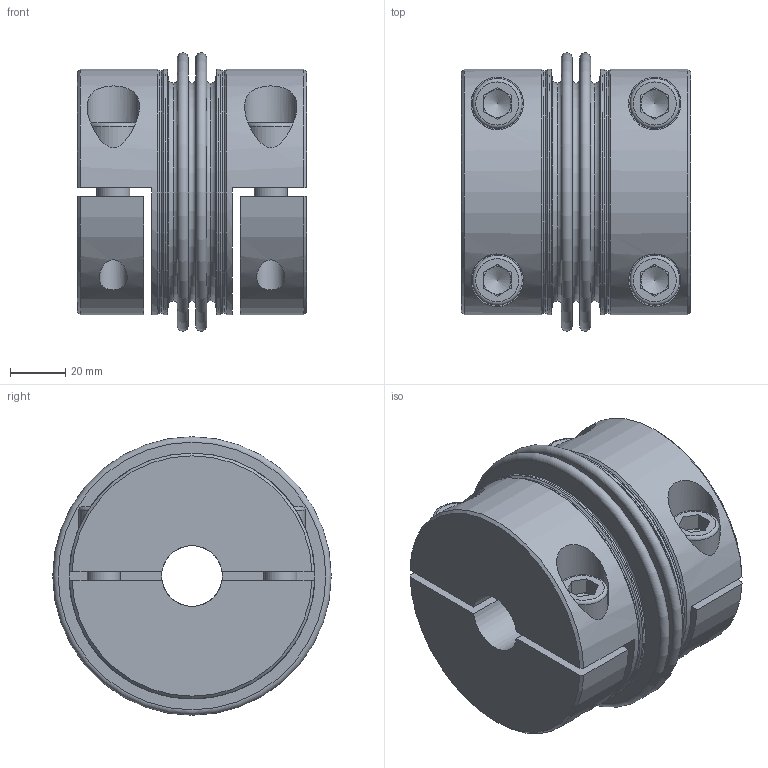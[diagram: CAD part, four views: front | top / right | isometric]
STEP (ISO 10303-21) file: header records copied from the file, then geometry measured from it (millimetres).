
FILE_DESCRIPTION( ( 'Unknown' ), '1' );
FILE_NAME( 'KGH 350 L=83.stp', 'Unknown', ( 'Unknown' ), ( 'Unknown' ), 'PSStep 10.1', 'Unknown', ' ' );
FILE_SCHEMA( ( 'AUTOMOTIVE_DESIGN { 1 0 10303 214 1 1 1 1 }' ) );
Length unit declared in the file: millimetre
Products named in the file (1): KT102205
Bounding box: 83.01 x 100.82 x 100.82 mm (x, y, z)
Volume: 344429.3 mm3; surface area: 109017.1 mm2
Topology: 1 solids, 1 shells, 158 faces, 344 edges, 216 vertices
Faces by surface type: plane 90, cylinder 32, torus 20, cone 16
Full cylindrical faces by diameter (mm): 10.2 x4, 12 x4, 12.5 x4, 18 x4, 19 x4, 22 x2, 88.6 x2, 89 x4
Entity records: 5792 total; most frequent: CARTESIAN_POINT 1315, DIRECTION 694, ORIENTED_EDGE 528, AXIS2_PLACEMENT_3D 279, EDGE_CURVE 264, EDGE_LOOP 252, FACE_OUTER_BOUND 206, VERTEX_POINT 200
